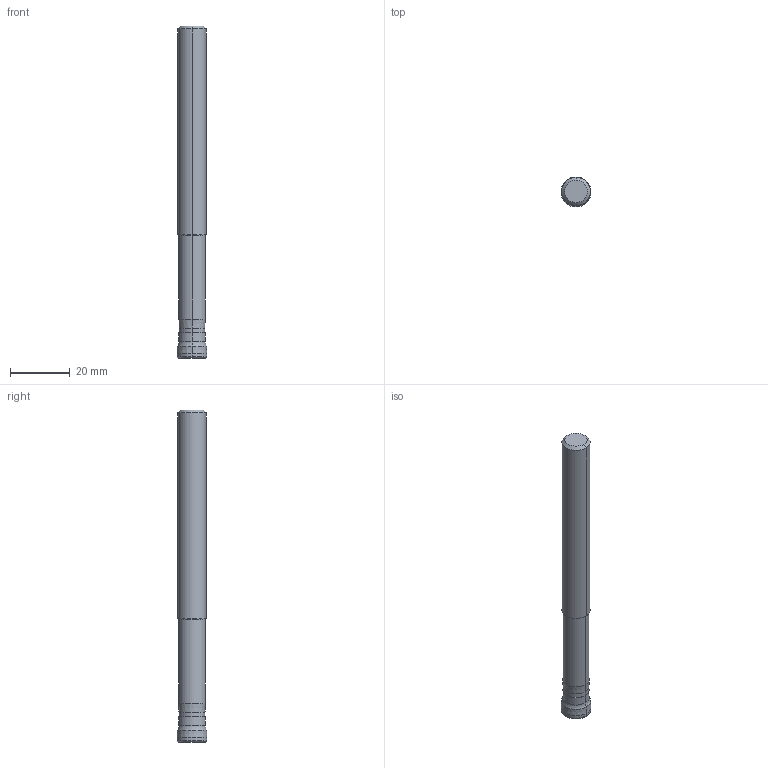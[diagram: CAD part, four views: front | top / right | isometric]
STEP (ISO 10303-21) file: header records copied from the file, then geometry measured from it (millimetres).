
FILE_DESCRIPTION(/* description */ (''),/* implementation_level */ '2;1');
FILE_NAME(/* name */ 'SRFU06S06MW_IR0_0197.stp',/* time_stamp */ '2021-02-02T08:25:33+09:00',/* author */ (''),/* organization */ (''),/* preprocessor_version */ 'ST-DEVELOPER v16',/* originating_system */ 'SIEMENS PLM Software NX 10.0',/* authorisation */ '');
FILE_SCHEMA (('AUTOMOTIVE_DESIGN { 1 0 10303 214 3 1 1 1 }'));
Length unit declared in the file: millimetre
Products named in the file (1): SRFU06S06MW_IR0_0197_ASM
Bounding box: 10 x 10 x 111.12 mm (x, y, z)
Volume: 7627 mm3; surface area: 3556.4 mm2
Topology: 2 solids, 2 shells, 29 faces, 65 edges, 52 vertices
Faces by surface type: cone 10, cylinder 10, plane 5, torus 4
Entity records: 941 total; most frequent: DIRECTION 179, CARTESIAN_POINT 137, ORIENTED_EDGE 108, AXIS2_PLACEMENT_3D 76, EDGE_CURVE 54, CIRCLE 36, EDGE_LOOP 31, VERTEX_POINT 31
